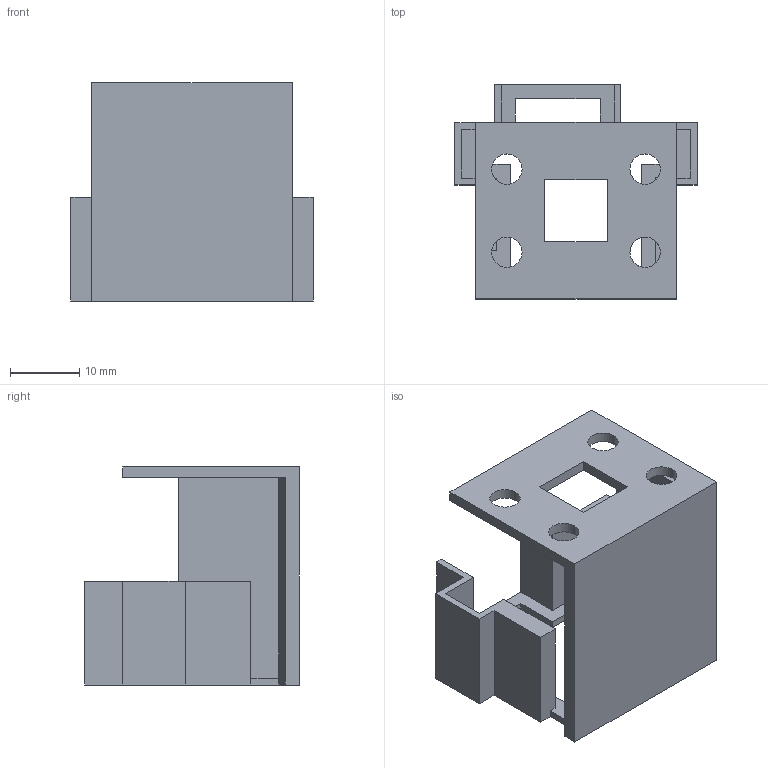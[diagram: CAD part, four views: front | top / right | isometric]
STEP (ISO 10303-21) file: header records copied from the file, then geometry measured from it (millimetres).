
FILE_DESCRIPTION (( 'STEP AP214' ), '1' );
FILE_NAME ('嗆儂癹弇唅蛌唳.STEP', '2025-07-21T02:22:15', ( '' ), ( '' ), 'SwSTEP 2.0', 'SolidWorks 2024', '' );
FILE_SCHEMA (( 'AUTOMOTIVE_DESIGN' ));
Length unit declared in the file: millimetre
Products named in the file (1): 舵机限位旋转版
Bounding box: 35 x 31 x 31.5 mm (x, y, z)
Volume: 4860.3 mm3; surface area: 6948.6 mm2
Topology: 1 solids, 1 shells, 62 faces, 181 edges, 119 vertices
Faces by surface type: plane 54, cylinder 8
Entity records: 2072 total; most frequent: CARTESIAN_POINT 363, ORIENTED_EDGE 362, DIRECTION 327, EDGE_CURVE 181, VECTOR 161, LINE 161, VERTEX_POINT 119, AXIS2_PLACEMENT_3D 83
